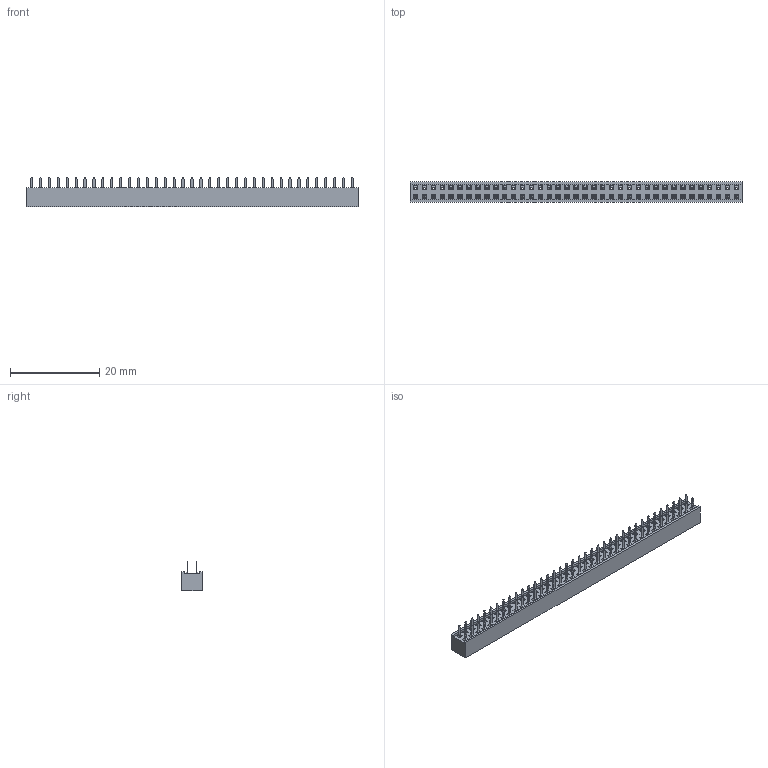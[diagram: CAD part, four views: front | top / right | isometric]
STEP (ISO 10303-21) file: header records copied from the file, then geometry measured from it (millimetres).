
FILE_DESCRIPTION (( 'STEP AP214' ), '1' );
FILE_NAME ('FFH20001-D74S1014K6K-REF.STEP', '2025-01-10T02:13:16', ( '' ), ( '' ), 'SwSTEP 2.0', 'SolidWorks 2021', '' );
FILE_SCHEMA (( 'AUTOMOTIVE_DESIGN' ));
Products named in the file (1): FFH20001-D74S1014K6K-REF
Bounding box: 74.5 x 4.5 x 6.7 mm (x, y, z)
Volume: 1149.7 mm3; surface area: 3214.2 mm2
Topology: 1 solids, 1 shells, 5634 faces, 13640 edges, 7860 vertices
Faces by surface type: plane 4598, cylinder 1036
Entity records: 159126 total; most frequent: CARTESIAN_POINT 27579, ORIENTED_EDGE 27280, DIRECTION 26834, EDGE_CURVE 13640, LINE 11420, VECTOR 11420, VERTEX_POINT 7860, AXIS2_PLACEMENT_3D 7707
